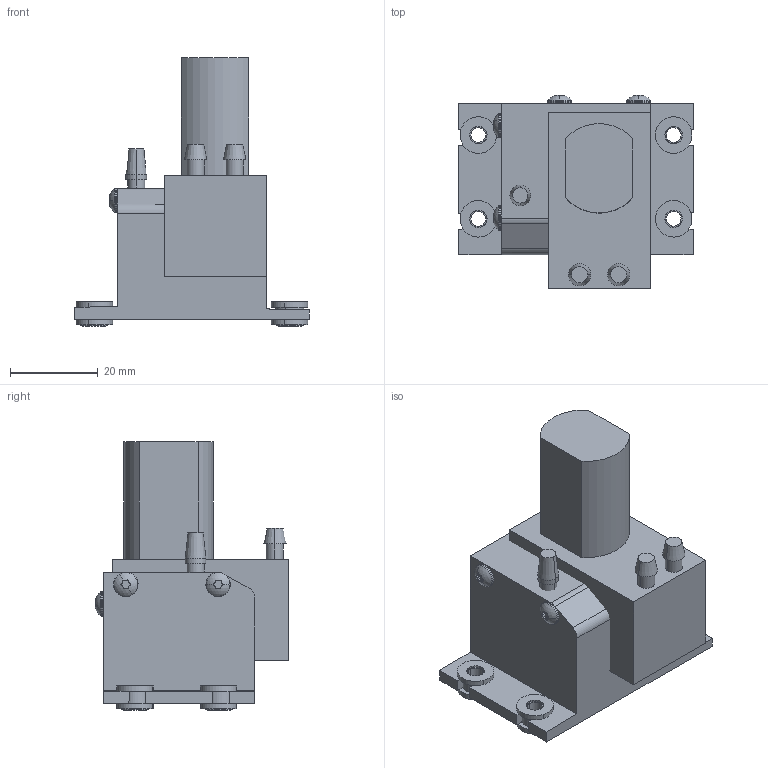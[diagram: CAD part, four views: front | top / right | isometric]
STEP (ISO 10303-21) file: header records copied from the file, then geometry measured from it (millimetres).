
FILE_DESCRIPTION (( 'STEP AP214' ), '1' );
FILE_NAME ('HFE0689 Customer Model.STEP', '2015-11-25T21:24:51', ( 'EliteBook' ), ( '' ), 'SwSTEP 2.0', 'SolidWorks 2014', '' );
FILE_SCHEMA (( 'AUTOMOTIVE_DESIGN' ));
Length unit declared in the file: inch
Products named in the file (1): HFE0689 Customer Model
Bounding box: 53.34 x 44.07 x 61.15 mm (x, y, z)
Surface area: 17022 mm2 (no closed solid volume)
Topology: 0 solids, 16 shells, 239 faces, 592 edges, 386 vertices
Faces by surface type: cylinder 127, plane 63, torus 24, cone 12, sphere 12, bspline 1
Entity records: 10484 total; most frequent: CARTESIAN_POINT 1615, DIRECTION 1264, ORIENTED_EDGE 1134, EDGE_CURVE 588, AXIS2_PLACEMENT_3D 521, VERTEX_POINT 386, CIRCLE 282, EDGE_LOOP 272
